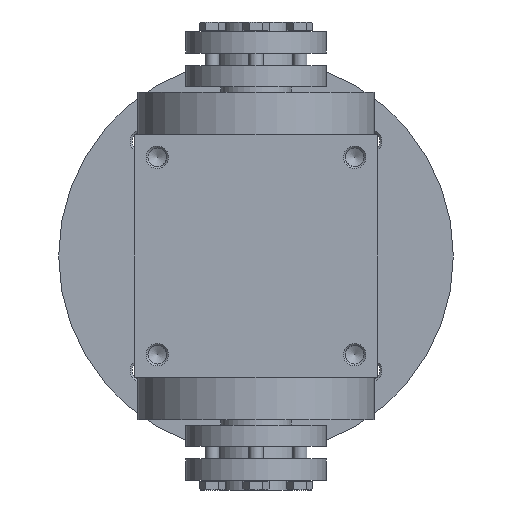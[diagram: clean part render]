
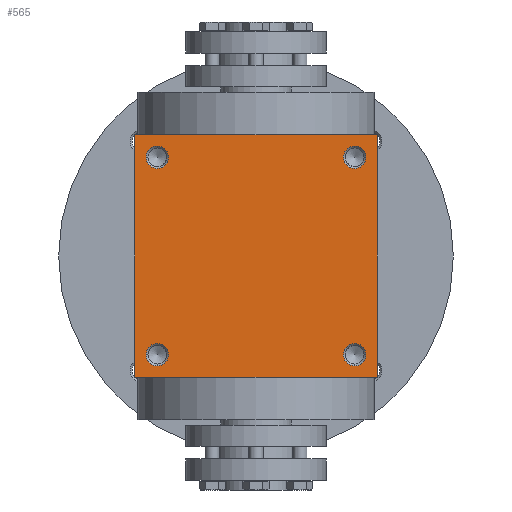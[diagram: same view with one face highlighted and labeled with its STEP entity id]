
A CAD part, left-side view. The second image highlights one B-rep face of the part: STEP entity #565.
In plain terms, the highlighted face is planar.
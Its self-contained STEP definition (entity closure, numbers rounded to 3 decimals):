
#565 = ADVANCED_FACE( '', ( #1423, #1424, #1425, #1426, #1427 ), #1428, .F. );
#1423 = FACE_BOUND( '', #2755, .T. );
#1424 = FACE_BOUND( '', #2756, .T. );
#1425 = FACE_BOUND( '', #2757, .T. );
#1426 = FACE_BOUND( '', #2758, .T. );
#1427 = FACE_OUTER_BOUND( '', #2759, .T. );
#1428 = PLANE( '', #2760 );
#2755 = EDGE_LOOP( '', ( #4306 ) );
#2756 = EDGE_LOOP( '', ( #4307 ) );
#2757 = EDGE_LOOP( '', ( #4308 ) );
#2758 = EDGE_LOOP( '', ( #4309 ) );
#2759 = EDGE_LOOP( '', ( #4310, #4311, #4312, #4313 ) );
#2760 = AXIS2_PLACEMENT_3D( '', #4314, #4315, #4316 );
#4306 = ORIENTED_EDGE( '', *, *, #6944, .F. );
#4307 = ORIENTED_EDGE( '', *, *, #6725, .T. );
#4308 = ORIENTED_EDGE( '', *, *, #6946, .F. );
#4309 = ORIENTED_EDGE( '', *, *, #6947, .T. );
#4310 = ORIENTED_EDGE( '', *, *, #6948, .F. );
#4311 = ORIENTED_EDGE( '', *, *, #6949, .F. );
#4312 = ORIENTED_EDGE( '', *, *, #6860, .F. );
#4313 = ORIENTED_EDGE( '', *, *, #6950, .F. );
#4314 = CARTESIAN_POINT( '', ( 0., 0., -43. ) );
#4315 = DIRECTION( '', ( 0., 0., 1. ) );
#4316 = DIRECTION( '', ( 1., 0., 0. ) );
#6725 = EDGE_CURVE( '', #7822, #7822, #7823, .T. );
#6860 = EDGE_CURVE( '', #8054, #8055, #8056, .T. );
#6944 = EDGE_CURVE( '', #8194, #8194, #8195, .T. );
#6946 = EDGE_CURVE( '', #8197, #8197, #8198, .T. );
#6947 = EDGE_CURVE( '', #8199, #8199, #8200, .T. );
#6948 = EDGE_CURVE( '', #8201, #8202, #8203, .T. );
#6949 = EDGE_CURVE( '', #8055, #8201, #8204, .T. );
#6950 = EDGE_CURVE( '', #8202, #8054, #8205, .T. );
#7822 = VERTEX_POINT( '', #9397 );
#7823 = CIRCLE( '', #9398, 4. );
#8054 = VERTEX_POINT( '', #9715 );
#8055 = VERTEX_POINT( '', #9716 );
#8056 = LINE( '', #9717, #9718 );
#8194 = VERTEX_POINT( '', #9899 );
#8195 = CIRCLE( '', #9900, 4. );
#8197 = VERTEX_POINT( '', #9902 );
#8198 = CIRCLE( '', #9903, 4. );
#8199 = VERTEX_POINT( '', #9904 );
#8200 = CIRCLE( '', #9905, 4. );
#8201 = VERTEX_POINT( '', #9906 );
#8202 = VERTEX_POINT( '', #9907 );
#8203 = LINE( '', #9908, #9909 );
#8204 = LINE( '', #9910, #9911 );
#8205 = LINE( '', #9912, #9913 );
#9397 = CARTESIAN_POINT( '', ( 39., 35., -43. ) );
#9398 = AXIS2_PLACEMENT_3D( '', #11518, #11519, #11520 );
#9715 = CARTESIAN_POINT( '', ( 43., -43., -43. ) );
#9716 = CARTESIAN_POINT( '', ( 43., 43., -43. ) );
#9717 = CARTESIAN_POINT( '', ( 43., -43., -43. ) );
#9718 = VECTOR( '', #11706, 1000. );
#9899 = CARTESIAN_POINT( '', ( -39., 35., -43. ) );
#9900 = AXIS2_PLACEMENT_3D( '', #11823, #11824, #11825 );
#9902 = CARTESIAN_POINT( '', ( -39., -35., -43. ) );
#9903 = AXIS2_PLACEMENT_3D( '', #11826, #11827, #11828 );
#9904 = CARTESIAN_POINT( '', ( 39., -35., -43. ) );
#9905 = AXIS2_PLACEMENT_3D( '', #11829, #11830, #11831 );
#9906 = CARTESIAN_POINT( '', ( -43., 43., -43. ) );
#9907 = CARTESIAN_POINT( '', ( -43., -43., -43. ) );
#9908 = CARTESIAN_POINT( '', ( -43., 43., -43. ) );
#9909 = VECTOR( '', #11832, 1000. );
#9910 = CARTESIAN_POINT( '', ( 43., 43., -43. ) );
#9911 = VECTOR( '', #11833, 1000. );
#9912 = CARTESIAN_POINT( '', ( -43., -43., -43. ) );
#9913 = VECTOR( '', #11834, 1000. );
#11518 = CARTESIAN_POINT( '', ( 35., 35., -43. ) );
#11519 = DIRECTION( '', ( 0., 0., 1. ) );
#11520 = DIRECTION( '', ( 1., 0., 0. ) );
#11706 = DIRECTION( '', ( 0., 1., 0. ) );
#11823 = CARTESIAN_POINT( '', ( -35., 35., -43. ) );
#11824 = DIRECTION( '', ( 0., 0., -1. ) );
#11825 = DIRECTION( '', ( -1., 0., 0. ) );
#11826 = CARTESIAN_POINT( '', ( -35., -35., -43. ) );
#11827 = DIRECTION( '', ( 0., 0., -1. ) );
#11828 = DIRECTION( '', ( -1., 0., 0. ) );
#11829 = CARTESIAN_POINT( '', ( 35., -35., -43. ) );
#11830 = DIRECTION( '', ( 0., 0., 1. ) );
#11831 = DIRECTION( '', ( 1., 0., 0. ) );
#11832 = DIRECTION( '', ( 0., -1., 0. ) );
#11833 = DIRECTION( '', ( -1., 0., 0. ) );
#11834 = DIRECTION( '', ( 1., 0., 0. ) );
